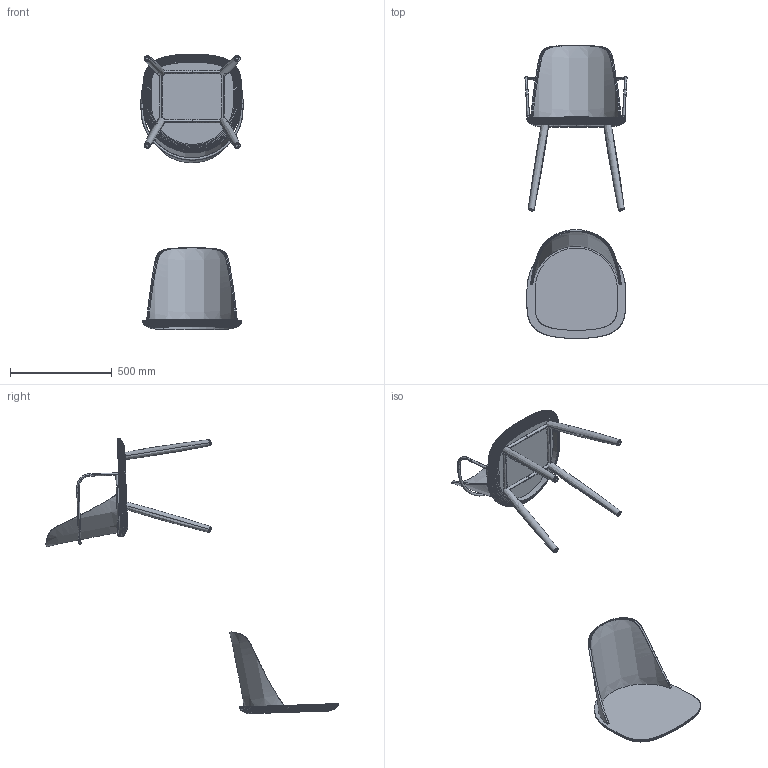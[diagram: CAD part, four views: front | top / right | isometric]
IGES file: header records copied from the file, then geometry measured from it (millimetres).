
Start section: SolidWorks IGES file using analytic representation for surfaces
Global section: file name: NU002 - IGS.IGS; native system: SolidWorks 2019; preprocessor: SolidWorks 2019; author: Comunicacao1; date: 201102.090205; units: millimetre
Bounding box: 502.41 x 1439.83 x 1356.39 mm (x, y, z)
Volume: 6093967.6 mm3; surface area: 2061718.4 mm2
Topology: 11 solids, 14 shells, 15816 faces, 33038 edges, 17278 vertices
Faces by surface type: plane 15666, revolution 116, bspline 34
